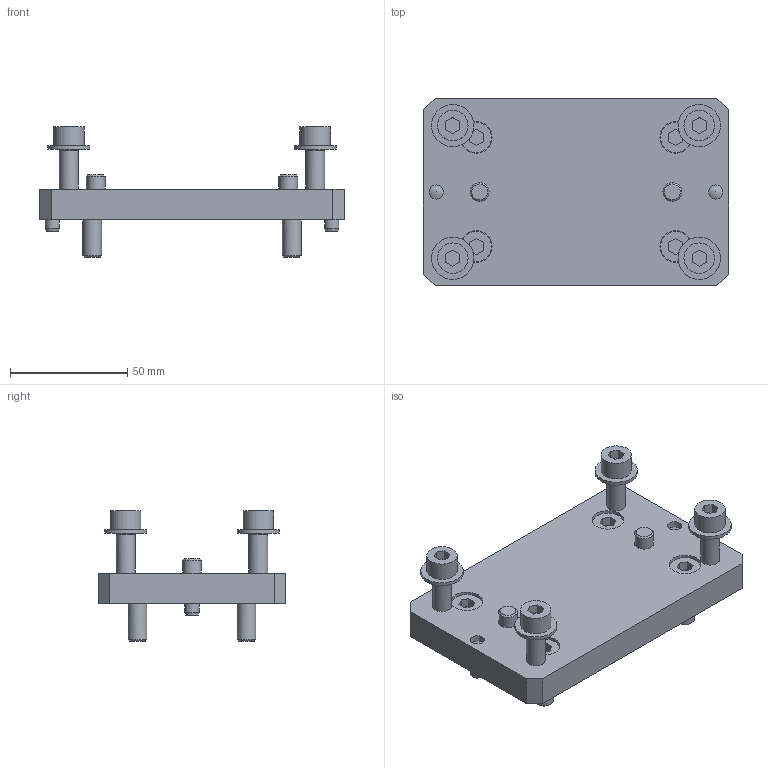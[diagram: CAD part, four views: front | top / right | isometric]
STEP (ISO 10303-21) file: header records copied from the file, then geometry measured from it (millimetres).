
FILE_DESCRIPTION( ( 'STEP AP214' ), '1' );
FILE_NAME( '5130267.step', '2006-07-17T07:28:26', ( ' ' ), ( ' ' ), 'XStep 1.0', ' ', ' ' );
FILE_SCHEMA( ( 'automotive_design' ) );
Length unit declared in the file: metre
Products named in the file (1): 1
Bounding box: 130 x 80 x 55.5 mm (x, y, z)
Volume: 145421.8 mm3; surface area: 37864.1 mm2
Topology: 1 solids, 1 shells, 170 faces, 357 edges, 237 vertices
Faces by surface type: plane 106, cylinder 50, cone 12, bspline 2
Full cylindrical faces by diameter (mm): 6 x4, 6.647 x4, 8 x18, 8.25 x4, 8.5 x4, 13 x8, 13.5 x4, 18 x4
Entity records: 5702 total; most frequent: CARTESIAN_POINT 979, DIRECTION 698, ORIENTED_EDGE 544, EDGE_LOOP 282, EDGE_CURVE 272, AXIS2_PLACEMENT_3D 265, FACE_OUTER_BOUND 220, VERTEX_POINT 218
